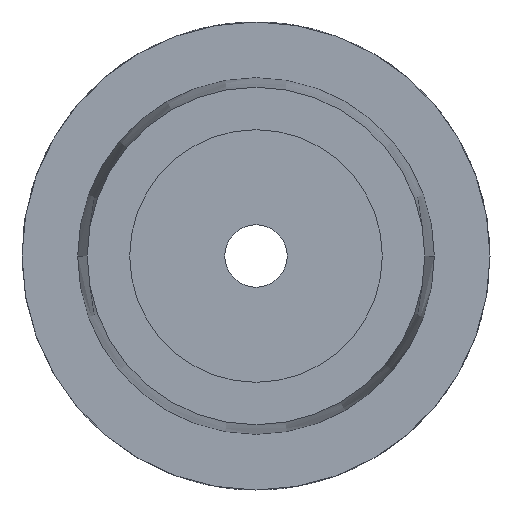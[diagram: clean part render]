
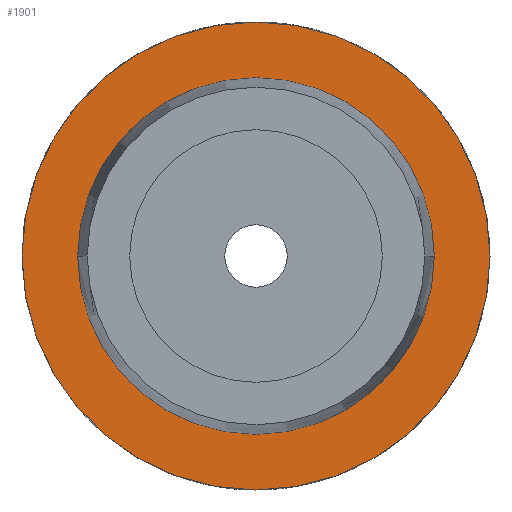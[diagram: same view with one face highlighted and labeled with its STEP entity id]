
A CAD part, left-side view. The second image highlights one B-rep face of the part: STEP entity #1901.
In plain terms, the highlighted planar face has unit normal (-1, 0, 0).
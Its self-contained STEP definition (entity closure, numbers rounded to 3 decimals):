
#425=CARTESIAN_POINT('',(0.,0.,0.));
#426=DIRECTION('',(1.,0.,0.));
#427=DIRECTION('',(0.,1.,0.));
#428=AXIS2_PLACEMENT_3D('',#425,#426,#427);
#447=CARTESIAN_POINT('',(0.,0.,0.));
#448=DIRECTION('',(-1.,0.,0.));
#449=DIRECTION('',(0.,1.,0.));
#450=AXIS2_PLACEMENT_3D('',#447,#448,#449);
#455=CARTESIAN_POINT('',(0.,0.,0.));
#456=DIRECTION('',(1.,0.,0.));
#457=DIRECTION('',(0.,1.,0.));
#458=AXIS2_PLACEMENT_3D('',#455,#456,#457);
#463=CARTESIAN_POINT('',(0.,0.,0.));
#464=DIRECTION('',(-1.,0.,0.));
#465=DIRECTION('',(0.,1.,0.));
#466=AXIS2_PLACEMENT_3D('',#463,#464,#465);
#1292=CARTESIAN_POINT('',(0.,31.5,0.));
#1294=VERTEX_POINT('',#1292);
#1295=CARTESIAN_POINT('',(0.,24.005,0.));
#1297=VERTEX_POINT('',#1295);
#1300=CARTESIAN_POINT('',(0.,-31.5,0.));
#1302=VERTEX_POINT('',#1300);
#1303=CARTESIAN_POINT('',(0.,-24.005,0.));
#1305=VERTEX_POINT('',#1303);
#1886=CARTESIAN_POINT('',(0.,0.,0.));
#1887=DIRECTION('',(1.,0.,0.));
#1888=DIRECTION('',(0.,-1.,0.));
#1889=AXIS2_PLACEMENT_3D('',#1886,#1887,#1888);
#1890=PLANE('',#1889);
#1892=ORIENTED_EDGE('',*,*,#1891,.T.);
#1894=ORIENTED_EDGE('',*,*,#1893,.F.);
#1895=EDGE_LOOP('',(#1892,#1894));
#1896=FACE_OUTER_BOUND('',#1895,.F.);
#1897=ORIENTED_EDGE('',*,*,#1881,.T.);
#1898=ORIENTED_EDGE('',*,*,#1865,.F.);
#1899=EDGE_LOOP('',(#1897,#1898));
#1900=FACE_BOUND('',#1899,.F.);
#429=CIRCLE('',#428,24.005);
#451=CIRCLE('',#450,24.005);
#459=CIRCLE('',#458,31.5);
#467=CIRCLE('',#466,31.5);
#1865=EDGE_CURVE('',#1297,#1305,#429,.T.);
#1881=EDGE_CURVE('',#1297,#1305,#451,.T.);
#1891=EDGE_CURVE('',#1294,#1302,#459,.T.);
#1893=EDGE_CURVE('',#1294,#1302,#467,.T.);
#1901=ADVANCED_FACE('',(#1896,#1900),#1890,.F.);
